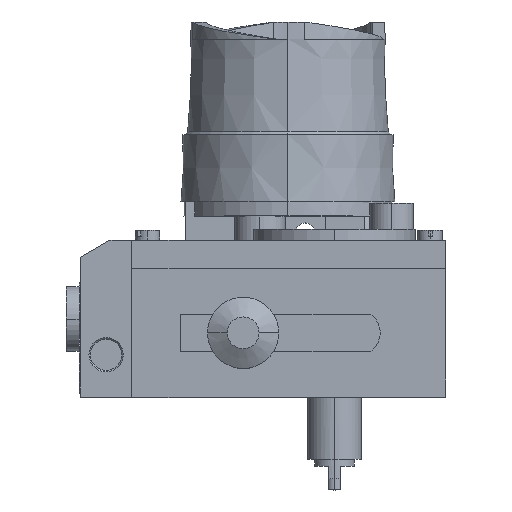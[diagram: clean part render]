
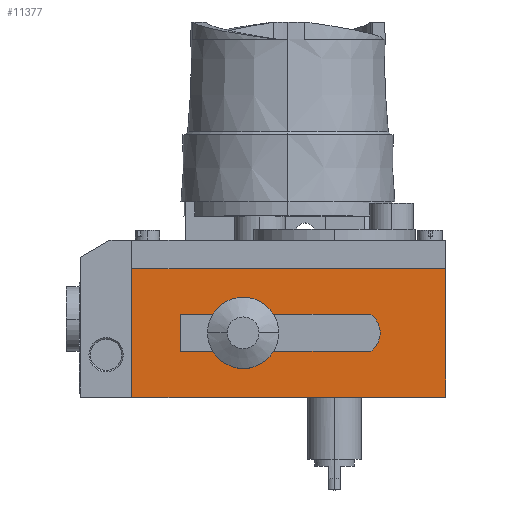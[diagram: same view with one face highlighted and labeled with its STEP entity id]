
A CAD part, top view. The second image highlights one B-rep face of the part: STEP entity #11377.
In plain terms, the highlighted planar face has unit normal (0, 0, 1).
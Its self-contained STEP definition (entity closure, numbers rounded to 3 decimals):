
#267 = VECTOR ( 'NONE', #1434, 1000. ) ;
#583 = EDGE_CURVE ( 'NONE', #13995, #17606, #5282, .T. ) ;
#588 = ORIENTED_EDGE ( 'NONE', *, *, #15199, .T. ) ;
#830 = VERTEX_POINT ( 'NONE', #11749 ) ;
#898 = CARTESIAN_POINT ( 'NONE',  ( -54., -29., 45. ) ) ;
#1156 = LINE ( 'NONE', #7368, #16366 ) ;
#1325 = ORIENTED_EDGE ( 'NONE', *, *, #8168, .T. ) ;
#1434 = DIRECTION ( 'NONE',  ( 0., 1., 0. ) ) ;
#1603 = DIRECTION ( 'NONE',  ( 0., 0., 1. ) ) ;
#1675 = CIRCLE ( 'NONE', #16163, 12.5 ) ;
#2151 = CARTESIAN_POINT ( 'NONE',  ( -71., 0., 45. ) ) ;
#2263 = DIRECTION ( 'NONE',  ( 1., 0., 0. ) ) ;
#2448 = LINE ( 'NONE', #16537, #17655 ) ;
#2660 = CARTESIAN_POINT ( 'NONE',  ( -54., -16., 45. ) ) ;
#2853 = CIRCLE ( 'NONE', #12775, 12.5 ) ;
#3613 = ORIENTED_EDGE ( 'NONE', *, *, #18530, .F. ) ;
#4120 = VECTOR ( 'NONE', #11197, 1000. ) ;
#4247 = EDGE_CURVE ( 'NONE', #18121, #18900, #5024, .T. ) ;
#4248 = CARTESIAN_POINT ( 'NONE',  ( -54., -16., 45. ) ) ;
#4346 = ORIENTED_EDGE ( 'NONE', *, *, #4247, .F. ) ;
#4352 = ORIENTED_EDGE ( 'NONE', *, *, #6553, .F. ) ;
#4698 = CARTESIAN_POINT ( 'NONE',  ( -71., -45., 45. ) ) ;
#4774 = DIRECTION ( 'NONE',  ( 1., 0., 0. ) ) ;
#4822 = VECTOR ( 'NONE', #13555, 1000. ) ;
#4878 = CARTESIAN_POINT ( 'NONE',  ( -32., -22.5, 45. ) ) ;
#4940 = CARTESIAN_POINT ( 'NONE',  ( -21.323, -16., 45. ) ) ;
#4956 = CARTESIAN_POINT ( 'NONE',  ( 39., 0., 45. ) ) ;
#4967 = LINE ( 'NONE', #2151, #11920 ) ;
#4999 = VECTOR ( 'NONE', #4774, 1000. ) ;
#5024 = LINE ( 'NONE', #898, #4120 ) ;
#5282 = LINE ( 'NONE', #4698, #4822 ) ;
#5593 = EDGE_CURVE ( 'NONE', #18900, #15929, #12835, .T. ) ;
#5665 = CARTESIAN_POINT ( 'NONE',  ( 12.664, -16., 45. ) ) ;
#5728 = CARTESIAN_POINT ( 'NONE',  ( 39., -45., 45. ) ) ;
#6145 = EDGE_LOOP ( 'NONE', ( #11135, #13816, #1325, #588 ) ) ;
#6302 = ORIENTED_EDGE ( 'NONE', *, *, #9297, .F. ) ;
#6329 = DIRECTION ( 'NONE',  ( 1., 0., 0. ) ) ;
#6553 = EDGE_CURVE ( 'NONE', #15929, #12164, #6686, .T. ) ;
#6686 = LINE ( 'NONE', #4248, #10657 ) ;
#6688 = CARTESIAN_POINT ( 'NONE',  ( -21.323, -29., 45. ) ) ;
#7067 = DIRECTION ( 'NONE',  ( -1., 0., 0. ) ) ;
#7159 = CARTESIAN_POINT ( 'NONE',  ( -71., 0., 45. ) ) ;
#7291 = VERTEX_POINT ( 'NONE', #8465 ) ;
#7368 = CARTESIAN_POINT ( 'NONE',  ( -54., -16., 45. ) ) ;
#7696 = DIRECTION ( 'NONE',  ( 1., 0., 0. ) ) ;
#7922 = EDGE_CURVE ( 'NONE', #10519, #830, #18844, .T. ) ;
#7998 = CARTESIAN_POINT ( 'NONE',  ( -42.677, -29., 45. ) ) ;
#8066 = LINE ( 'NONE', #5728, #267 ) ;
#8114 = CARTESIAN_POINT ( 'NONE',  ( -71., -45., 45. ) ) ;
#8168 = EDGE_CURVE ( 'NONE', #13995, #7291, #12874, .T. ) ;
#8394 = DIRECTION ( 'NONE',  ( 0., 0., 1. ) ) ;
#8465 = CARTESIAN_POINT ( 'NONE',  ( 39., -45., 45. ) ) ;
#8519 = ORIENTED_EDGE ( 'NONE', *, *, #12920, .F. ) ;
#8682 = VERTEX_POINT ( 'NONE', #12805 ) ;
#8898 = VERTEX_POINT ( 'NONE', #4956 ) ;
#9297 = EDGE_CURVE ( 'NONE', #14403, #18121, #1675, .T. ) ;
#9412 = CARTESIAN_POINT ( 'NONE',  ( -71., -45., 45. ) ) ;
#9451 = ORIENTED_EDGE ( 'NONE', *, *, #15595, .F. ) ;
#9556 = ORIENTED_EDGE ( 'NONE', *, *, #5593, .F. ) ;
#10452 = CARTESIAN_POINT ( 'NONE',  ( 8., -22.5, 45. ) ) ;
#10519 = VERTEX_POINT ( 'NONE', #17314 ) ;
#10657 = VECTOR ( 'NONE', #7067, 1000. ) ;
#11125 = DIRECTION ( 'NONE',  ( 0., 0., 1. ) ) ;
#11135 = ORIENTED_EDGE ( 'NONE', *, *, #18688, .F. ) ;
#11197 = DIRECTION ( 'NONE',  ( 1., 0., 0. ) ) ;
#11377 = ADVANCED_FACE ( 'NONE', ( #18169, #17718 ), #12525, .T. ) ;
#11749 = CARTESIAN_POINT ( 'NONE',  ( -54., -16., 45. ) ) ;
#11915 = DIRECTION ( 'NONE',  ( 1., 0., 0. ) ) ;
#11920 = VECTOR ( 'NONE', #12498, 1000. ) ;
#12164 = VERTEX_POINT ( 'NONE', #4940 ) ;
#12498 = DIRECTION ( 'NONE',  ( 1., 0., 0. ) ) ;
#12525 = PLANE ( 'NONE',  #13385 ) ;
#12775 = AXIS2_PLACEMENT_3D ( 'NONE', #4878, #15203, #6329 ) ;
#12805 = CARTESIAN_POINT ( 'NONE',  ( -54., -29., 45. ) ) ;
#12835 = CIRCLE ( 'NONE', #16828, 8. ) ;
#12874 = LINE ( 'NONE', #16495, #4999 ) ;
#12920 = EDGE_CURVE ( 'NONE', #12164, #10519, #2853, .T. ) ;
#12961 = CARTESIAN_POINT ( 'NONE',  ( 12.664, -29., 45. ) ) ;
#13000 = DIRECTION ( 'NONE',  ( -1., 0., 0. ) ) ;
#13385 = AXIS2_PLACEMENT_3D ( 'NONE', #8114, #11125, #2263 ) ;
#13496 = ORIENTED_EDGE ( 'NONE', *, *, #7922, .F. ) ;
#13555 = DIRECTION ( 'NONE',  ( 0., 1., 0. ) ) ;
#13816 = ORIENTED_EDGE ( 'NONE', *, *, #583, .F. ) ;
#13995 = VERTEX_POINT ( 'NONE', #9412 ) ;
#14403 = VERTEX_POINT ( 'NONE', #7998 ) ;
#15199 = EDGE_CURVE ( 'NONE', #7291, #8898, #8066, .T. ) ;
#15203 = DIRECTION ( 'NONE',  ( 0., 0., 1. ) ) ;
#15595 = EDGE_CURVE ( 'NONE', #830, #8682, #1156, .T. ) ;
#15929 = VERTEX_POINT ( 'NONE', #5665 ) ;
#16163 = AXIS2_PLACEMENT_3D ( 'NONE', #17246, #8394, #18712 ) ;
#16207 = DIRECTION ( 'NONE',  ( 0., -1., 0. ) ) ;
#16366 = VECTOR ( 'NONE', #16207, 1000. ) ;
#16495 = CARTESIAN_POINT ( 'NONE',  ( -71., -45., 45. ) ) ;
#16537 = CARTESIAN_POINT ( 'NONE',  ( -54., -29., 45. ) ) ;
#16828 = AXIS2_PLACEMENT_3D ( 'NONE', #10452, #1603, #11915 ) ;
#17147 = EDGE_LOOP ( 'NONE', ( #6302, #3613, #9451, #13496, #8519, #4352, #9556, #4346 ) ) ;
#17246 = CARTESIAN_POINT ( 'NONE',  ( -32., -22.5, 45. ) ) ;
#17314 = CARTESIAN_POINT ( 'NONE',  ( -42.677, -16., 45. ) ) ;
#17606 = VERTEX_POINT ( 'NONE', #7159 ) ;
#17655 = VECTOR ( 'NONE', #7696, 1000. ) ;
#17718 = FACE_BOUND ( 'NONE', #17147, .T. ) ;
#17930 = VECTOR ( 'NONE', #13000, 1000. ) ;
#18121 = VERTEX_POINT ( 'NONE', #6688 ) ;
#18169 = FACE_OUTER_BOUND ( 'NONE', #6145, .T. ) ;
#18530 = EDGE_CURVE ( 'NONE', #8682, #14403, #2448, .T. ) ;
#18688 = EDGE_CURVE ( 'NONE', #17606, #8898, #4967, .T. ) ;
#18712 = DIRECTION ( 'NONE',  ( 1., 0., 0. ) ) ;
#18844 = LINE ( 'NONE', #2660, #17930 ) ;
#18900 = VERTEX_POINT ( 'NONE', #12961 ) ;
